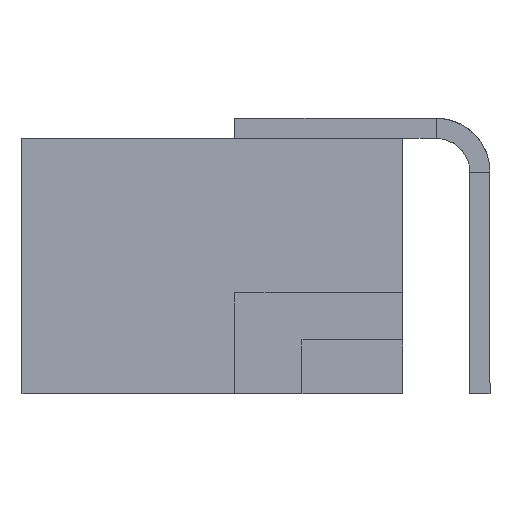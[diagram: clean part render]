
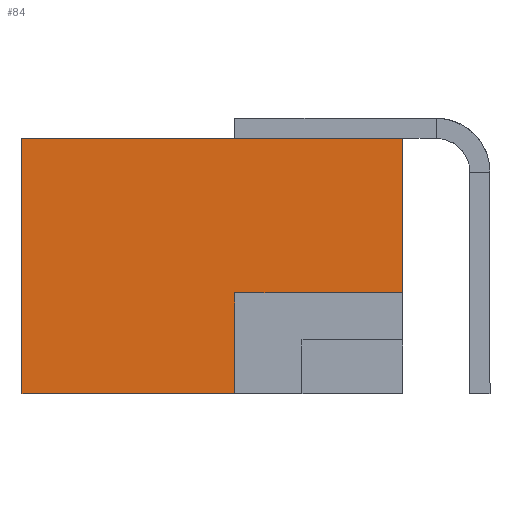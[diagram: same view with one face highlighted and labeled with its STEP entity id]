
A CAD part, left-side view. The second image highlights one B-rep face of the part: STEP entity #84.
In plain terms, the highlighted planar face has unit normal (-1, 0, 0).
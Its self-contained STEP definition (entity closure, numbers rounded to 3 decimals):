
#84=ADVANCED_FACE('',(#3100),#3102,.F.);
#3100=FACE_BOUND('',#3101,.T.);
#3101=EDGE_LOOP('',(#7908,#7909,#7910,#7911,#7912,#7913));
#3102=PLANE('',#3103);
#3103=AXIS2_PLACEMENT_3D('',#3104,#3105,#3106);
#3104=CARTESIAN_POINT('',(-5.4,2.835,1.9));
#3105=DIRECTION('',(1.,-0.,0.));
#3106=DIRECTION('',(0.,0.,-1.));
#7908=ORIENTED_EDGE('',*,*,#9717,.F.);
#7909=ORIENTED_EDGE('',*,*,#9708,.F.);
#7910=ORIENTED_EDGE('',*,*,#9718,.F.);
#7911=ORIENTED_EDGE('',*,*,#9719,.T.);
#7912=ORIENTED_EDGE('',*,*,#9720,.F.);
#7913=ORIENTED_EDGE('',*,*,#9721,.F.);
#9708=EDGE_CURVE('',#10632,#10634,#10635,.T.);
#9717=EDGE_CURVE('',#10634,#10650,#10651,.T.);
#9718=EDGE_CURVE('',#10652,#10632,#10653,.T.);
#9719=EDGE_CURVE('',#10652,#10654,#10655,.T.);
#9720=EDGE_CURVE('',#10656,#10654,#10657,.T.);
#9721=EDGE_CURVE('',#10650,#10656,#10658,.T.);
#10632=VERTEX_POINT('',#12173);
#10634=VERTEX_POINT('',#12177);
#10635=LINE('',#12178,#12179);
#10650=VERTEX_POINT('',#12211);
#10651=LINE('',#12212,#12213);
#10652=VERTEX_POINT('',#12215);
#10653=LINE('',#12216,#12217);
#10654=VERTEX_POINT('',#12219);
#10655=LINE('',#12220,#12221);
#10656=VERTEX_POINT('',#12223);
#10657=LINE('',#12224,#12225);
#10658=LINE('',#12227,#12228);
#12173=CARTESIAN_POINT('',(-5.4,2.835,1.9));
#12177=CARTESIAN_POINT('',(-5.4,-2.835,1.9));
#12178=CARTESIAN_POINT('',(-5.4,2.835,1.9));
#12179=VECTOR('',#12180,1.);
#12180=DIRECTION('',(0.,-1.,0.));
#12211=CARTESIAN_POINT('',(-5.4,-2.835,-0.4));
#12212=CARTESIAN_POINT('',(-5.4,-2.835,1.9));
#12213=VECTOR('',#12214,1.);
#12214=DIRECTION('',(0.,0.,-1.));
#12215=CARTESIAN_POINT('',(-5.4,2.835,-1.9));
#12216=CARTESIAN_POINT('',(-5.4,2.835,-1.9));
#12217=VECTOR('',#12218,1.);
#12218=DIRECTION('',(0.,0.,1.));
#12219=CARTESIAN_POINT('',(-5.4,-0.335,-1.9));
#12220=CARTESIAN_POINT('',(-5.4,2.835,-1.9));
#12221=VECTOR('',#12222,1.);
#12222=DIRECTION('',(0.,-1.,0.));
#12223=CARTESIAN_POINT('',(-5.4,-0.335,-0.4));
#12224=CARTESIAN_POINT('',(-5.4,-0.335,-0.4));
#12225=VECTOR('',#12226,1.);
#12226=DIRECTION('',(0.,0.,-1.));
#12227=CARTESIAN_POINT('',(-5.4,-2.835,-0.4));
#12228=VECTOR('',#12229,1.);
#12229=DIRECTION('',(0.,1.,0.));
